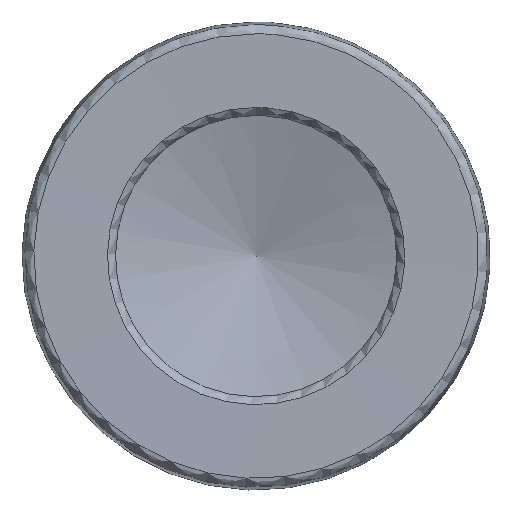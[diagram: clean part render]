
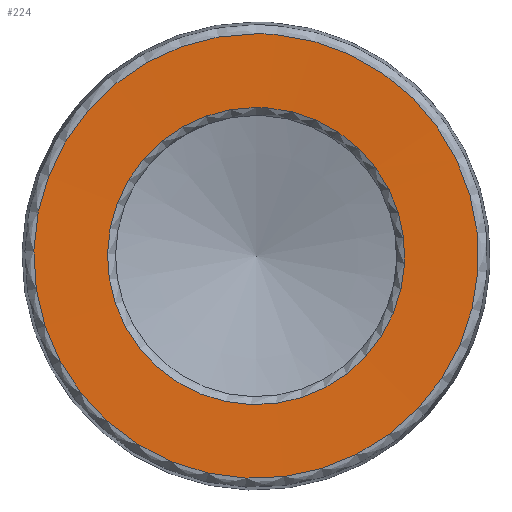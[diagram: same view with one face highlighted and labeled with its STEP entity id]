
A CAD part, left-side view. The second image highlights one B-rep face of the part: STEP entity #224.
In plain terms, the highlighted face is a revolution surface.
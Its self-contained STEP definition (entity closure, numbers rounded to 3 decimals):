
#78=LINE('',#628,#82);
#82=VECTOR('',#529,10.3);
#224=ADVANCED_FACE('',(#278,#279),#234,.F.);
#234=SURFACE_OF_REVOLUTION('',#78,#244);
#244=AXIS1_PLACEMENT('',#629,#530);
#278=FACE_BOUND('',#318,.T.);
#279=FACE_BOUND('',#319,.T.);
#318=EDGE_LOOP('',(#358));
#319=EDGE_LOOP('',(#359));
#358=ORIENTED_EDGE('',*,*,#407,.T.);
#359=ORIENTED_EDGE('',*,*,#408,.F.);
#387=VERTEX_POINT('',#625);
#388=VERTEX_POINT('',#627);
#407=EDGE_CURVE('',#387,#387,#427,.T.);
#408=EDGE_CURVE('',#388,#388,#428,.T.);
#427=CIRCLE('',#463,30.322);
#428=CIRCLE('',#464,20.274);
#463=AXIS2_PLACEMENT_3D('',#624,#525,#526);
#464=AXIS2_PLACEMENT_3D('',#626,#527,#528);
#525=DIRECTION('',(-1.,0.,0.));
#526=DIRECTION('',(0.,0.,1.));
#527=DIRECTION('',(-1.,0.,0.));
#528=DIRECTION('',(0.,0.,1.));
#529=DIRECTION('',(-0.017,-0.984,-0.175));
#530=DIRECTION('',(-1.,0.,0.));
#624=CARTESIAN_POINT('',(0.031,0.,0.));
#625=CARTESIAN_POINT('',(0.031,0.,30.322));
#626=CARTESIAN_POINT('',(0.21,0.,0.));
#627=CARTESIAN_POINT('',(0.21,0.,20.274));
#628=CARTESIAN_POINT('',(0.21,-20.183,1.919));
#629=CARTESIAN_POINT('',(1.157,0.,0.));
